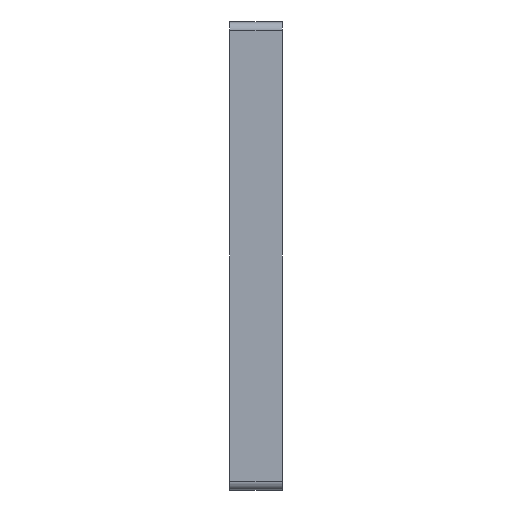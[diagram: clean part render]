
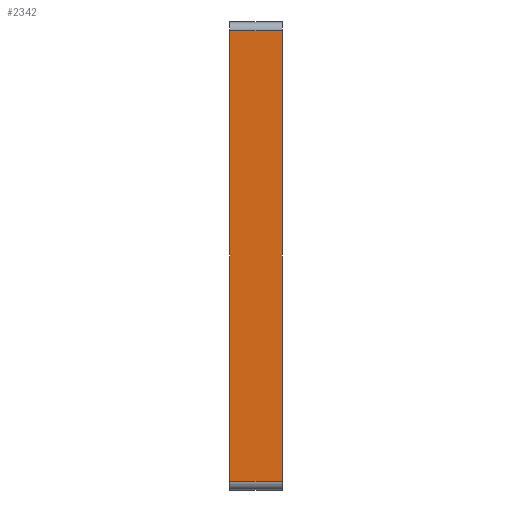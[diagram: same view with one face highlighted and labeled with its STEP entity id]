
A CAD part, left-side view. The second image highlights one B-rep face of the part: STEP entity #2342.
In plain terms, the highlighted planar face has unit normal (-1, 0, 0).
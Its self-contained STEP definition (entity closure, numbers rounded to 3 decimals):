
#864=CARTESIAN_POINT('',(-331.25,57.0,-259.25));
#865=VERTEX_POINT('',#864);
#873=CARTESIAN_POINT('',(-331.25,57.0,259.25));
#874=VERTEX_POINT('',#873);
#875=CARTESIAN_POINT('',(-331.25,57.0,-259.25));
#876=DIRECTION('',(0.0,0.0,1.0));
#877=VECTOR('',#876,518.5);
#878=LINE('',#875,#877);
#879=EDGE_CURVE('',#865,#874,#878,.T.);
#1705=CARTESIAN_POINT('',(-331.25,-3.0,259.25));
#1706=VERTEX_POINT('',#1705);
#1714=CARTESIAN_POINT('',(-331.25,-3.0,-259.25));
#1715=VERTEX_POINT('',#1714);
#1716=CARTESIAN_POINT('',(-331.25,-3.0,259.25));
#1717=DIRECTION('',(0.0,0.0,-1.0));
#1718=VECTOR('',#1717,518.5);
#1719=LINE('',#1716,#1718);
#1720=EDGE_CURVE('',#1706,#1715,#1719,.T.);
#2317=CARTESIAN_POINT('',(-331.25,-3.0,-259.25));
#2318=DIRECTION('',(0.0,1.0,0.0));
#2319=VECTOR('',#2318,60.0);
#2320=LINE('',#2317,#2319);
#2321=EDGE_CURVE('',#1715,#865,#2320,.T.);
#2326=CARTESIAN_POINT('',(-331.25,0.0,-269.25));
#2327=DIRECTION('',(-1.0,0.0,0.0));
#2328=DIRECTION('',(0.0,0.0,1.0));
#2329=AXIS2_PLACEMENT_3D('',#2326,#2327,#2328);
#2330=PLANE('',#2329);
#2331=ORIENTED_EDGE('',*,*,#2321,.F.);
#2332=ORIENTED_EDGE('',*,*,#1720,.F.);
#2333=CARTESIAN_POINT('',(-331.25,57.0,259.25));
#2334=DIRECTION('',(0.0,-1.0,0.0));
#2335=VECTOR('',#2334,60.0);
#2336=LINE('',#2333,#2335);
#2337=EDGE_CURVE('',#874,#1706,#2336,.T.);
#2338=ORIENTED_EDGE('',*,*,#2337,.F.);
#2339=ORIENTED_EDGE('',*,*,#879,.F.);
#2340=EDGE_LOOP('',(#2331,#2332,#2338,#2339));
#2341=FACE_OUTER_BOUND('',#2340,.T.);
#2342=ADVANCED_FACE('',(#2341),#2330,.T.);
